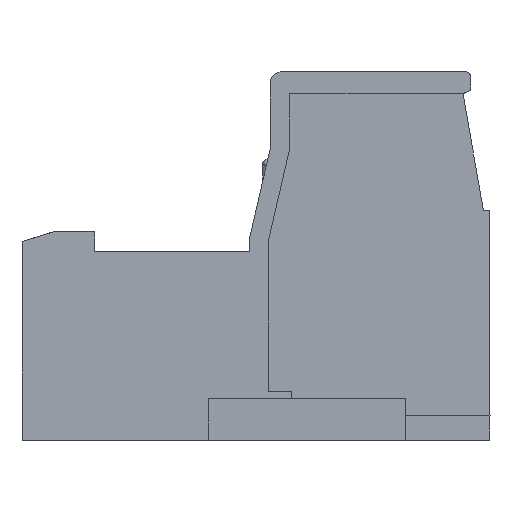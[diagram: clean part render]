
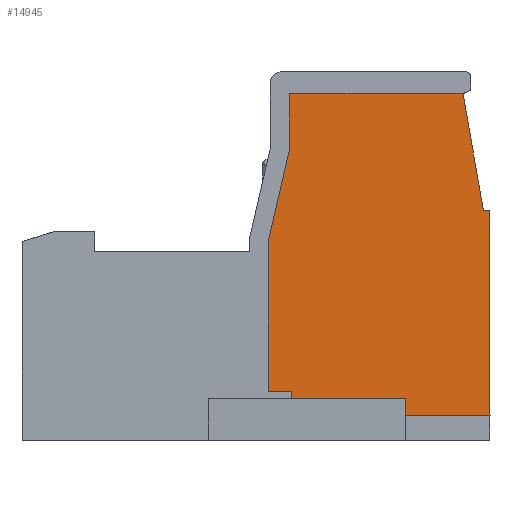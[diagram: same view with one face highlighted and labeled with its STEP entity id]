
A CAD part, left-side view. The second image highlights one B-rep face of the part: STEP entity #14945.
In plain terms, the highlighted free-form (B-spline) face has degree [1, 1] with [2, 2] control points.
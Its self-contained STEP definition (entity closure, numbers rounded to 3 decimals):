
#759=CARTESIAN_POINT('',(15.24,0.,-5.72));
#760=VERTEX_POINT('',#759);
#768=CARTESIAN_POINT('',(15.24,0.,-14.181));
#769=VERTEX_POINT('',#768);
#770=CARTESIAN_POINT('',(15.24,0.,-5.72));
#771=CARTESIAN_POINT('',(15.24,0.,-14.181));
#772=B_SPLINE_CURVE_WITH_KNOTS('',1,(#770,#771),.POLYLINE_FORM.,.F.,.U.,(2,2),(0.,1.),.UNSPECIFIED.);
#773=EDGE_CURVE('',#760,#769,#772,.T.);
#2668=CARTESIAN_POINT('',(15.24,8.26,-0.901));
#2669=VERTEX_POINT('',#2668);
#2675=CARTESIAN_POINT('',(15.24,1.115,-0.901));
#2676=VERTEX_POINT('',#2675);
#2677=CARTESIAN_POINT('',(15.24,8.26,-0.901));
#2678=CARTESIAN_POINT('',(15.24,1.115,-0.901));
#2679=B_SPLINE_CURVE_WITH_KNOTS('',1,(#2677,#2678),.POLYLINE_FORM.,.F.,.U.,(2,2),(0.,1.),.UNSPECIFIED.);
#2680=EDGE_CURVE('',#2669,#2676,#2679,.T.);
#2874=CARTESIAN_POINT('',(15.24,0.27,-5.72));
#2875=VERTEX_POINT('',#2874);
#2881=CARTESIAN_POINT('',(15.24,0.27,-5.72));
#2882=CARTESIAN_POINT('',(15.24,0.,-5.72));
#2883=B_SPLINE_CURVE_WITH_KNOTS('',1,(#2881,#2882),.POLYLINE_FORM.,.F.,.U.,(2,2),(0.,1.),.UNSPECIFIED.);
#2884=EDGE_CURVE('',#2875,#760,#2883,.T.);
#5547=CARTESIAN_POINT('',(15.24,0.27,-5.72));
#5548=CARTESIAN_POINT('',(15.24,1.115,-0.901));
#5549=B_SPLINE_CURVE_WITH_KNOTS('',1,(#5547,#5548),.POLYLINE_FORM.,.F.,.U.,(2,2),(0.,1.),.UNSPECIFIED.);
#5550=EDGE_CURVE('',#2875,#2676,#5549,.T.);
#14470=CARTESIAN_POINT('',(15.24,3.5,-13.481));
#14471=VERTEX_POINT('',#14470);
#14486=CARTESIAN_POINT('',(15.24,3.5,-14.181));
#14487=VERTEX_POINT('',#14486);
#14493=CARTESIAN_POINT('',(15.24,3.5,-14.181));
#14494=CARTESIAN_POINT('',(15.24,3.5,-13.481));
#14495=B_SPLINE_CURVE_WITH_KNOTS('',1,(#14493,#14494),.POLYLINE_FORM.,.F.,.U.,(2,2),(0.,1.),.UNSPECIFIED.);
#14496=EDGE_CURVE('',#14487,#14471,#14495,.T.);
#14888=CARTESIAN_POINT('',(15.24,12.613,0.513));
#14889=CARTESIAN_POINT('',(15.24,-3.496,0.513));
#14890=CARTESIAN_POINT('',(15.24,12.613,-15.595));
#14891=CARTESIAN_POINT('',(15.24,-3.496,-15.595));
#14892=B_SPLINE_SURFACE_WITH_KNOTS('',1,1,((#14888,#14889),(#14890,#14891)),.PLANE_SURF.,.F.,.F.,.U.,(2,2),(2,2),(0.,1.),(0.,1.),.UNSPECIFIED.);
#14893=ORIENTED_EDGE('',*,*,#2680,.F.);
#14894=CARTESIAN_POINT('',(15.24,8.26,-3.168));
#14895=VERTEX_POINT('',#14894);
#14896=CARTESIAN_POINT('',(15.24,8.26,-0.901));
#14897=CARTESIAN_POINT('',(15.24,8.26,-3.168));
#14898=B_SPLINE_CURVE_WITH_KNOTS('',1,(#14896,#14897),.POLYLINE_FORM.,.F.,.U.,(2,2),(0.,1.),.UNSPECIFIED.);
#14899=EDGE_CURVE('',#2669,#14895,#14898,.T.);
#14900=ORIENTED_EDGE('',*,*,#14899,.T.);
#14901=CARTESIAN_POINT('',(15.24,9.118,-6.883));
#14902=VERTEX_POINT('',#14901);
#14903=CARTESIAN_POINT('',(15.24,8.26,-3.168));
#14904=CARTESIAN_POINT('',(15.24,9.118,-6.883));
#14905=B_SPLINE_CURVE_WITH_KNOTS('',1,(#14903,#14904),.POLYLINE_FORM.,.F.,.U.,(2,2),(0.,1.),.UNSPECIFIED.);
#14906=EDGE_CURVE('',#14895,#14902,#14905,.T.);
#14907=ORIENTED_EDGE('',*,*,#14906,.T.);
#14908=CARTESIAN_POINT('',(15.24,9.118,-13.181));
#14909=VERTEX_POINT('',#14908);
#14910=CARTESIAN_POINT('',(15.24,9.118,-6.883));
#14911=CARTESIAN_POINT('',(15.24,9.118,-13.181));
#14912=B_SPLINE_CURVE_WITH_KNOTS('',1,(#14910,#14911),.POLYLINE_FORM.,.F.,.U.,(2,2),(0.,1.),.UNSPECIFIED.);
#14913=EDGE_CURVE('',#14902,#14909,#14912,.T.);
#14914=ORIENTED_EDGE('',*,*,#14913,.T.);
#14915=CARTESIAN_POINT('',(15.24,8.168,-13.181));
#14916=VERTEX_POINT('',#14915);
#14917=CARTESIAN_POINT('',(15.24,9.118,-13.181));
#14918=CARTESIAN_POINT('',(15.24,8.168,-13.181));
#14919=B_SPLINE_CURVE_WITH_KNOTS('',1,(#14917,#14918),.POLYLINE_FORM.,.F.,.U.,(2,2),(0.,1.),.UNSPECIFIED.);
#14920=EDGE_CURVE('',#14909,#14916,#14919,.T.);
#14921=ORIENTED_EDGE('',*,*,#14920,.T.);
#14922=CARTESIAN_POINT('',(15.24,8.168,-13.481));
#14923=VERTEX_POINT('',#14922);
#14924=CARTESIAN_POINT('',(15.24,8.168,-13.181));
#14925=CARTESIAN_POINT('',(15.24,8.168,-13.481));
#14926=B_SPLINE_CURVE_WITH_KNOTS('',1,(#14924,#14925),.POLYLINE_FORM.,.F.,.U.,(2,2),(0.,1.),.UNSPECIFIED.);
#14927=EDGE_CURVE('',#14916,#14923,#14926,.T.);
#14928=ORIENTED_EDGE('',*,*,#14927,.T.);
#14929=CARTESIAN_POINT('',(15.24,3.5,-13.481));
#14930=CARTESIAN_POINT('',(15.24,8.168,-13.481));
#14931=B_SPLINE_CURVE_WITH_KNOTS('',1,(#14929,#14930),.POLYLINE_FORM.,.F.,.U.,(2,2),(0.,1.),.UNSPECIFIED.);
#14932=EDGE_CURVE('',#14471,#14923,#14931,.T.);
#14933=ORIENTED_EDGE('',*,*,#14932,.F.);
#14934=ORIENTED_EDGE('',*,*,#14496,.F.);
#14935=CARTESIAN_POINT('',(15.24,3.5,-14.181));
#14936=CARTESIAN_POINT('',(15.24,0.,-14.181));
#14937=B_SPLINE_CURVE_WITH_KNOTS('',1,(#14935,#14936),.POLYLINE_FORM.,.F.,.U.,(2,2),(0.,1.),.UNSPECIFIED.);
#14938=EDGE_CURVE('',#14487,#769,#14937,.T.);
#14939=ORIENTED_EDGE('',*,*,#14938,.T.);
#14940=ORIENTED_EDGE('',*,*,#773,.F.);
#14941=ORIENTED_EDGE('',*,*,#2884,.F.);
#14942=ORIENTED_EDGE('',*,*,#5550,.T.);
#14943=EDGE_LOOP('',(#14893,#14900,#14907,#14914,#14921,#14928,#14933,#14934,#14939,#14940,#14941,#14942));
#14944=FACE_OUTER_BOUND('',#14943,.T.);
#14945=ADVANCED_FACE('',(#14944),#14892,.T.);
